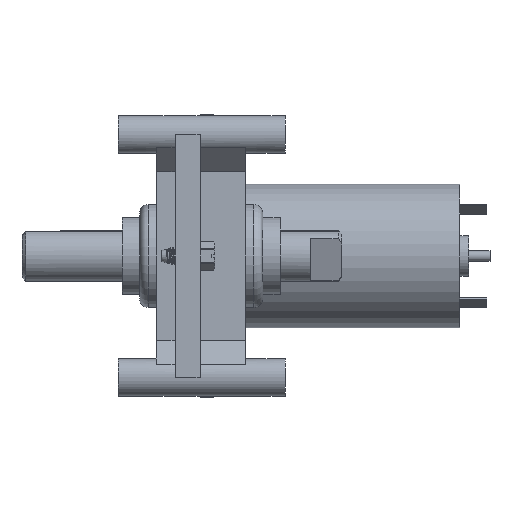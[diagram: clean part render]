
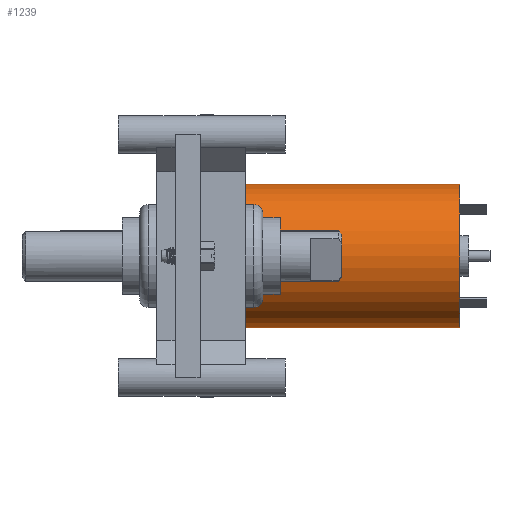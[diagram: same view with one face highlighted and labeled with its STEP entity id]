
A CAD part, left-side view. The second image highlights one B-rep face of the part: STEP entity #1239.
In plain terms, the highlighted cylindrical face has radius 17.85 mm (diameter 35.7 mm), a partial arc.
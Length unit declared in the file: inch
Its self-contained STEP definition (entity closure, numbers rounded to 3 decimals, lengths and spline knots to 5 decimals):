
#90 = VECTOR ( 'NONE', #1975, 39.37008 ) ;
#291 = CIRCLE ( 'NONE', #1022, 0.70275 ) ;
#633 = CIRCLE ( 'NONE', #9908, 0.70275 ) ;
#1022 = AXIS2_PLACEMENT_3D ( 'NONE', #8189, #1979, #9237 ) ;
#1239 = ADVANCED_FACE ( 'NONE', ( #5635 ), #2896, .T. ) ;
#1594 = CARTESIAN_POINT ( 'NONE',  ( 1.68564, -2.5435, 0. ) ) ;
#1975 = DIRECTION ( 'NONE',  ( 0., 1., 0. ) ) ;
#1979 = DIRECTION ( 'NONE',  ( 0., 1., 0. ) ) ;
#1985 = VERTEX_POINT ( 'NONE', #5362 ) ;
#2181 = CARTESIAN_POINT ( 'NONE',  ( 1.68564, -0.4475, 0.70275 ) ) ;
#2671 = EDGE_CURVE ( 'NONE', #5912, #6675, #2871, .T. ) ;
#2871 = LINE ( 'NONE', #11175, #90 ) ;
#2896 = CYLINDRICAL_SURFACE ( 'NONE', #12115, 0.70275 ) ;
#3892 = CARTESIAN_POINT ( 'NONE',  ( 1.68564, -2.5435, 0. ) ) ;
#3961 = ORIENTED_EDGE ( 'NONE', *, *, #7074, .F. ) ;
#4151 = ORIENTED_EDGE ( 'NONE', *, *, #2671, .T. ) ;
#4258 = EDGE_LOOP ( 'NONE', ( #11785, #3961, #4151, #10168 ) ) ;
#4306 = DIRECTION ( 'NONE',  ( 0., 0., 1. ) ) ;
#4894 = DIRECTION ( 'NONE',  ( 0., 0., -1. ) ) ;
#5362 = CARTESIAN_POINT ( 'NONE',  ( 1.68564, -2.5435, -0.70275 ) ) ;
#5635 = FACE_OUTER_BOUND ( 'NONE', #4258, .T. ) ;
#5912 = VERTEX_POINT ( 'NONE', #7407 ) ;
#6675 = VERTEX_POINT ( 'NONE', #2181 ) ;
#7074 = EDGE_CURVE ( 'NONE', #5912, #1985, #633, .T. ) ;
#7239 = DIRECTION ( 'NONE',  ( 0., 1., 0. ) ) ;
#7407 = CARTESIAN_POINT ( 'NONE',  ( 1.68564, -2.5435, 0.70275 ) ) ;
#8189 = CARTESIAN_POINT ( 'NONE',  ( 1.68564, -0.4475, 0. ) ) ;
#8252 = LINE ( 'NONE', #12337, #12953 ) ;
#9237 = DIRECTION ( 'NONE',  ( 0., 0., -1. ) ) ;
#9398 = DIRECTION ( 'NONE',  ( 0., 1., 0. ) ) ;
#9742 = EDGE_CURVE ( 'NONE', #1985, #10700, #8252, .T. ) ;
#9908 = AXIS2_PLACEMENT_3D ( 'NONE', #3892, #11020, #4894 ) ;
#10168 = ORIENTED_EDGE ( 'NONE', *, *, #11364, .F. ) ;
#10700 = VERTEX_POINT ( 'NONE', #11767 ) ;
#11020 = DIRECTION ( 'NONE',  ( 0., -1., 0. ) ) ;
#11175 = CARTESIAN_POINT ( 'NONE',  ( 1.68564, -2.5435, 0.70275 ) ) ;
#11364 = EDGE_CURVE ( 'NONE', #10700, #6675, #291, .T. ) ;
#11767 = CARTESIAN_POINT ( 'NONE',  ( 1.68564, -0.4475, -0.70275 ) ) ;
#11785 = ORIENTED_EDGE ( 'NONE', *, *, #9742, .F. ) ;
#12115 = AXIS2_PLACEMENT_3D ( 'NONE', #1594, #9398, #4306 ) ;
#12337 = CARTESIAN_POINT ( 'NONE',  ( 1.68564, -2.5435, -0.70275 ) ) ;
#12953 = VECTOR ( 'NONE', #7239, 39.37008 ) ;
